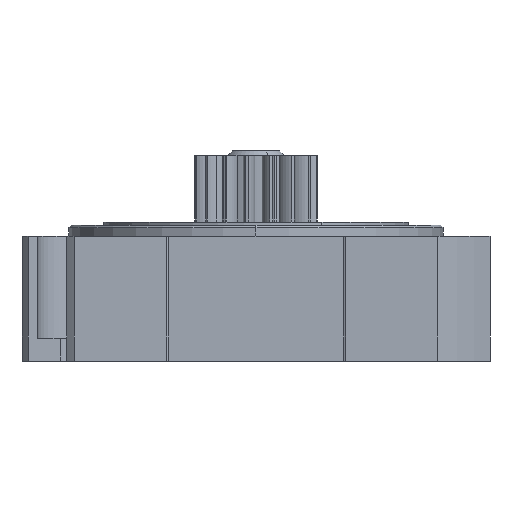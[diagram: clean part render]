
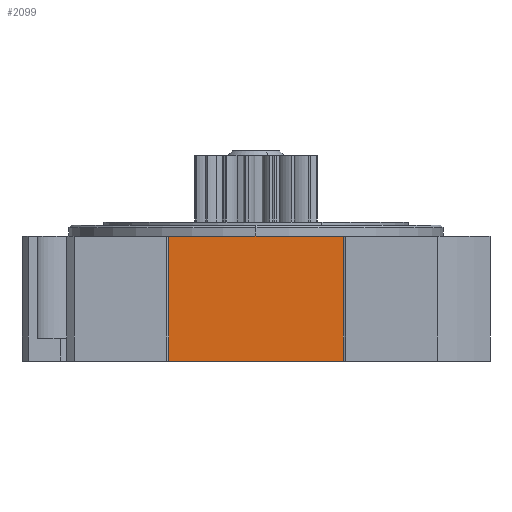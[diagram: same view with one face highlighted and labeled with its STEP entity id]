
A CAD part, left-side view. The second image highlights one B-rep face of the part: STEP entity #2099.
In plain terms, the highlighted planar face has unit normal (-1, 0, 0).
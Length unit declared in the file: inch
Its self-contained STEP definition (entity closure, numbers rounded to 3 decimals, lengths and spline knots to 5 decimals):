
#28 = CARTESIAN_POINT ( 'NONE',  ( -0.875, 0.35, 0.112 ) ) ;
#393 = CARTESIAN_POINT ( 'NONE',  ( -0.875, 0., -0.62 ) ) ;
#637 = DIRECTION ( 'NONE',  ( 0., -1., 0. ) ) ;
#753 = DIRECTION ( 'NONE',  ( 0., 0., -1. ) ) ;
#1558 = LINE ( 'NONE', #4734, #10897 ) ;
#2099 = ADVANCED_FACE ( 'NONE', ( #5311 ), #12707, .F. ) ;
#2354 = EDGE_CURVE ( 'NONE', #13561, #2482, #14492, .T. ) ;
#2452 = CARTESIAN_POINT ( 'NONE',  ( -0.875, -0.35, 0.62 ) ) ;
#2482 = VERTEX_POINT ( 'NONE', #10904 ) ;
#2952 = CARTESIAN_POINT ( 'NONE',  ( -0.875, -0.35, 0.112 ) ) ;
#3749 = VECTOR ( 'NONE', #11789, 39.37008 ) ;
#3927 = CARTESIAN_POINT ( 'NONE',  ( -0.875, 0., -0.388 ) ) ;
#4025 = CARTESIAN_POINT ( 'NONE',  ( -0.875, -0.35, -0.388 ) ) ;
#4734 = CARTESIAN_POINT ( 'NONE',  ( -0.875, 0.35, 0.112 ) ) ;
#5311 = FACE_OUTER_BOUND ( 'NONE', #10807, .T. ) ;
#5464 = ORIENTED_EDGE ( 'NONE', *, *, #8723, .F. ) ;
#6952 = EDGE_CURVE ( 'NONE', #17831, #13120, #15227, .T. ) ;
#7803 = ORIENTED_EDGE ( 'NONE', *, *, #6952, .T. ) ;
#8723 = EDGE_CURVE ( 'NONE', #13561, #13120, #1558, .T. ) ;
#9498 = DIRECTION ( 'NONE',  ( 0., -1., 0. ) ) ;
#9738 = CARTESIAN_POINT ( 'NONE',  ( -0.875, 0.35, -0.62 ) ) ;
#10247 = ORIENTED_EDGE ( 'NONE', *, *, #2354, .T. ) ;
#10807 = EDGE_LOOP ( 'NONE', ( #10247, #20137, #7803, #5464 ) ) ;
#10897 = VECTOR ( 'NONE', #9498, 39.37008 ) ;
#10904 = CARTESIAN_POINT ( 'NONE',  ( -0.875, 0.35, -0.388 ) ) ;
#11789 = DIRECTION ( 'NONE',  ( 0., 0., 1. ) ) ;
#12707 = PLANE ( 'NONE',  #19195 ) ;
#12720 = VECTOR ( 'NONE', #753, 39.37008 ) ;
#12812 = DIRECTION ( 'NONE',  ( 0., 1., 0. ) ) ;
#13004 = DIRECTION ( 'NONE',  ( 1., 0., 0. ) ) ;
#13120 = VERTEX_POINT ( 'NONE', #2952 ) ;
#13561 = VERTEX_POINT ( 'NONE', #28 ) ;
#14492 = LINE ( 'NONE', #9738, #12720 ) ;
#15227 = LINE ( 'NONE', #2452, #3749 ) ;
#16277 = LINE ( 'NONE', #3927, #18020 ) ;
#16748 = EDGE_CURVE ( 'NONE', #2482, #17831, #16277, .T. ) ;
#17831 = VERTEX_POINT ( 'NONE', #4025 ) ;
#18020 = VECTOR ( 'NONE', #637, 39.37008 ) ;
#19195 = AXIS2_PLACEMENT_3D ( 'NONE', #393, #13004, #12812 ) ;
#20137 = ORIENTED_EDGE ( 'NONE', *, *, #16748, .T. ) ;
